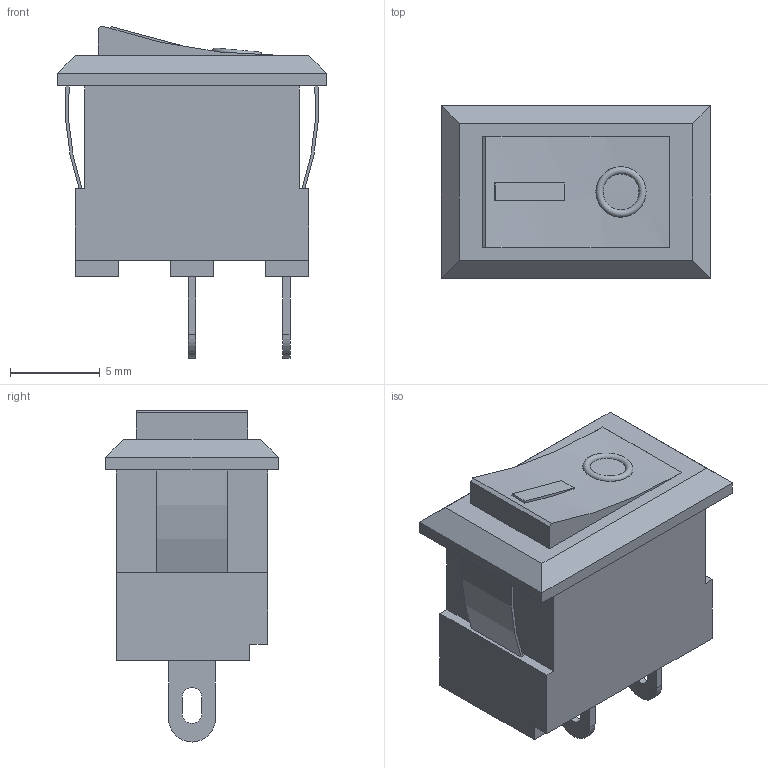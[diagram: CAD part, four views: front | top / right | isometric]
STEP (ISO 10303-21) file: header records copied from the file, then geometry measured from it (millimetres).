
FILE_DESCRIPTION(('FreeCAD Model'),'2;1');
FILE_NAME('interruptor-basculante.step','2018-05-12T01:59:17',('Author'),(''), 'Open CASCADE STEP processor 7.2','FreeCAD','Unknown');
FILE_SCHEMA(('AUTOMOTIVE_DESIGN { 1 0 10303 214 1 1 1 1 }'));
Length unit declared in the file: millimetre
Products named in the file (1): interruptor
Bounding box: 14.97 x 9.62 x 18.46 mm (x, y, z)
Volume: 1326.7 mm3; surface area: 978.2 mm2
Topology: 1 solids, 1 shells, 72 faces, 186 edges, 122 vertices
Faces by surface type: plane 57, cylinder 12, torus 3
Entity records: 5793 total; most frequent: CARTESIAN_POINT 1601, DIRECTION 649, LINE 429, VECTOR 429, ORIENTED_EDGE 372, PCURVE 372, DEFINITIONAL_REPRESENTATION 372, EDGE_CURVE 186
